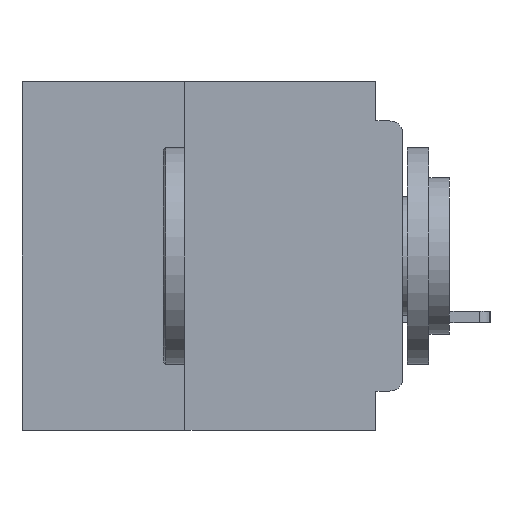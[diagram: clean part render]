
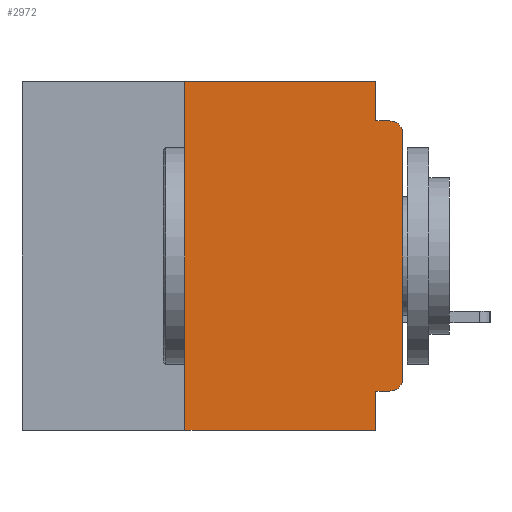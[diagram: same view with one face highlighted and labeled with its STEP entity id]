
A CAD part, left-side view. The second image highlights one B-rep face of the part: STEP entity #2972.
In plain terms, the highlighted planar face has unit normal (-1, 0, 0).
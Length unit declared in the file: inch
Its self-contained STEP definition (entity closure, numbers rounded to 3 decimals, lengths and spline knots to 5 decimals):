
#426 = VECTOR ( 'NONE', #11815, 39.37008 ) ;
#1087 = CARTESIAN_POINT ( 'NONE',  ( 0., 0.25, -0.4 ) ) ;
#1244 = CARTESIAN_POINT ( 'NONE',  ( 0., 0.015, -0.045 ) ) ;
#1254 = EDGE_CURVE ( 'NONE', #19584, #30396, #37909, .T. ) ;
#1895 = LINE ( 'NONE', #1087, #26222 ) ;
#2972 = ADVANCED_FACE ( 'NONE', ( #38709 ), #6741, .F. ) ;
#3021 = DIRECTION ( 'NONE',  ( 0., -1., 0. ) ) ;
#4438 = EDGE_CURVE ( 'NONE', #21661, #38652, #16318, .T. ) ;
#4609 = CARTESIAN_POINT ( 'NONE',  ( 0., 0., -0.06 ) ) ;
#4875 = CARTESIAN_POINT ( 'NONE',  ( 0., 0.031, -0.045 ) ) ;
#4965 = CARTESIAN_POINT ( 'NONE',  ( 0., 0., -0.355 ) ) ;
#5971 = DIRECTION ( 'NONE',  ( -1., 0., 0. ) ) ;
#6090 = VECTOR ( 'NONE', #33319, 39.37008 ) ;
#6442 = DIRECTION ( 'NONE',  ( 1., 0., 0. ) ) ;
#6608 = DIRECTION ( 'NONE',  ( 0., 0., -1. ) ) ;
#6741 = PLANE ( 'NONE',  #33164 ) ;
#6791 = CARTESIAN_POINT ( 'NONE',  ( 0., 0.437, 0. ) ) ;
#7444 = AXIS2_PLACEMENT_3D ( 'NONE', #14214, #32747, #39002 ) ;
#7941 = VECTOR ( 'NONE', #19329, 39.37008 ) ;
#8418 = ORIENTED_EDGE ( 'NONE', *, *, #28133, .F. ) ;
#9075 = VECTOR ( 'NONE', #20136, 39.37008 ) ;
#9481 = CARTESIAN_POINT ( 'NONE',  ( 0., 0.031, -0.355 ) ) ;
#9707 = EDGE_CURVE ( 'NONE', #38652, #36877, #17431, .T. ) ;
#10591 = EDGE_CURVE ( 'NONE', #29460, #21101, #25793, .T. ) ;
#10618 = CARTESIAN_POINT ( 'NONE',  ( 0., 0.031, 0. ) ) ;
#11791 = ORIENTED_EDGE ( 'NONE', *, *, #1254, .T. ) ;
#11815 = DIRECTION ( 'NONE',  ( 0., 0., -1. ) ) ;
#14214 = CARTESIAN_POINT ( 'NONE',  ( 0., 0.015, -0.06 ) ) ;
#14971 = ORIENTED_EDGE ( 'NONE', *, *, #24846, .T. ) ;
#15281 = EDGE_LOOP ( 'NONE', ( #29822, #11791, #19419, #20938, #24877, #31990, #39522, #29189, #8418, #14971 ) ) ;
#15985 = EDGE_CURVE ( 'NONE', #39967, #19584, #36744, .T. ) ;
#16318 = LINE ( 'NONE', #23914, #7941 ) ;
#16826 = VECTOR ( 'NONE', #39542, 39.37008 ) ;
#16867 = EDGE_CURVE ( 'NONE', #29243, #21661, #1895, .T. ) ;
#16949 = DIRECTION ( 'NONE',  ( 0., 0., 1. ) ) ;
#17431 = LINE ( 'NONE', #10618, #9075 ) ;
#17752 = VECTOR ( 'NONE', #3021, 39.37008 ) ;
#19329 = DIRECTION ( 'NONE',  ( 0., -1., 0. ) ) ;
#19419 = ORIENTED_EDGE ( 'NONE', *, *, #20414, .F. ) ;
#19584 = VERTEX_POINT ( 'NONE', #4609 ) ;
#20136 = DIRECTION ( 'NONE',  ( 0., 0., -1. ) ) ;
#20414 = EDGE_CURVE ( 'NONE', #36877, #30396, #26202, .T. ) ;
#20938 = ORIENTED_EDGE ( 'NONE', *, *, #9707, .F. ) ;
#21078 = DIRECTION ( 'NONE',  ( 0., 0., 1. ) ) ;
#21101 = VERTEX_POINT ( 'NONE', #38196 ) ;
#21490 = AXIS2_PLACEMENT_3D ( 'NONE', #24939, #5971, #28113 ) ;
#21661 = VERTEX_POINT ( 'NONE', #28147 ) ;
#22025 = CARTESIAN_POINT ( 'NONE',  ( 0., 0., -0.045 ) ) ;
#22928 = LINE ( 'NONE', #4965, #6090 ) ;
#23280 = CIRCLE ( 'NONE', #21490, 0.015 ) ;
#23914 = CARTESIAN_POINT ( 'NONE',  ( 0., 0.437, 0. ) ) ;
#24400 = CARTESIAN_POINT ( 'NONE',  ( 0., 0.031, -0.4 ) ) ;
#24846 = EDGE_CURVE ( 'NONE', #34188, #39967, #23280, .T. ) ;
#24877 = ORIENTED_EDGE ( 'NONE', *, *, #4438, .F. ) ;
#24939 = CARTESIAN_POINT ( 'NONE',  ( 0., 0.015, -0.34 ) ) ;
#25793 = LINE ( 'NONE', #24400, #426 ) ;
#26094 = CARTESIAN_POINT ( 'NONE',  ( 0., 0., -0.34 ) ) ;
#26202 = LINE ( 'NONE', #22025, #17752 ) ;
#26222 = VECTOR ( 'NONE', #16949, 39.37008 ) ;
#27183 = CARTESIAN_POINT ( 'NONE',  ( 0., 0.25, -0.4 ) ) ;
#28113 = DIRECTION ( 'NONE',  ( 0., 0., -1. ) ) ;
#28133 = EDGE_CURVE ( 'NONE', #34188, #29460, #22928, .T. ) ;
#28147 = CARTESIAN_POINT ( 'NONE',  ( 0., 0.25, 0. ) ) ;
#29189 = ORIENTED_EDGE ( 'NONE', *, *, #10591, .F. ) ;
#29243 = VERTEX_POINT ( 'NONE', #27183 ) ;
#29460 = VERTEX_POINT ( 'NONE', #9481 ) ;
#29822 = ORIENTED_EDGE ( 'NONE', *, *, #15985, .T. ) ;
#30396 = VERTEX_POINT ( 'NONE', #1244 ) ;
#30454 = EDGE_CURVE ( 'NONE', #29243, #21101, #36697, .T. ) ;
#31990 = ORIENTED_EDGE ( 'NONE', *, *, #16867, .F. ) ;
#32315 = CARTESIAN_POINT ( 'NONE',  ( 0., 0.015, -0.355 ) ) ;
#32747 = DIRECTION ( 'NONE',  ( -1., 0., 0. ) ) ;
#33164 = AXIS2_PLACEMENT_3D ( 'NONE', #6791, #6442, #6608 ) ;
#33319 = DIRECTION ( 'NONE',  ( 0., 1., 0. ) ) ;
#34188 = VERTEX_POINT ( 'NONE', #32315 ) ;
#35757 = CARTESIAN_POINT ( 'NONE',  ( 0., 0.031, 0. ) ) ;
#36389 = CARTESIAN_POINT ( 'NONE',  ( 0., 0.437, -0.4 ) ) ;
#36697 = LINE ( 'NONE', #36389, #16826 ) ;
#36744 = LINE ( 'NONE', #36905, #37741 ) ;
#36877 = VERTEX_POINT ( 'NONE', #4875 ) ;
#36905 = CARTESIAN_POINT ( 'NONE',  ( 0., 0., 0. ) ) ;
#37741 = VECTOR ( 'NONE', #21078, 39.37008 ) ;
#37909 = CIRCLE ( 'NONE', #7444, 0.015 ) ;
#38196 = CARTESIAN_POINT ( 'NONE',  ( 0., 0.031, -0.4 ) ) ;
#38652 = VERTEX_POINT ( 'NONE', #35757 ) ;
#38709 = FACE_OUTER_BOUND ( 'NONE', #15281, .T. ) ;
#39002 = DIRECTION ( 'NONE',  ( 0., 0., -1. ) ) ;
#39522 = ORIENTED_EDGE ( 'NONE', *, *, #30454, .T. ) ;
#39542 = DIRECTION ( 'NONE',  ( 0., -1., 0. ) ) ;
#39967 = VERTEX_POINT ( 'NONE', #26094 ) ;
